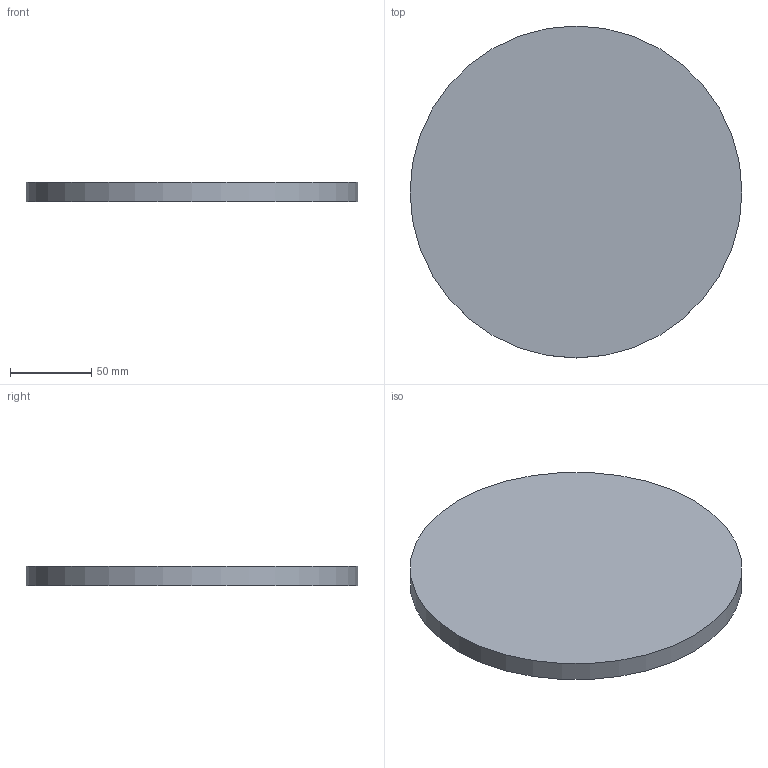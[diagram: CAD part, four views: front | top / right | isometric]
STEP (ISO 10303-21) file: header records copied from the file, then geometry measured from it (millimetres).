
FILE_DESCRIPTION(/* description */ (''),/* implementation_level */ '2;1');
FILE_NAME(/* name */ 'dimpled_mat_negative.step',/* time_stamp */ '2021-05-10T21:54:33-07:00',/* author */ (''),/* organization */ (''),/* preprocessor_version */ 'ST-DEVELOPER v18.1',/* originating_system */ 'Autodesk Translation Framework v10.6.0.1341',/* authorisation */ '');
FILE_SCHEMA (('AUTOMOTIVE_DESIGN { 1 0 10303 214 3 1 1 }'));
Length unit declared in the file: millimetre
Products named in the file (1): dimpled_mat_negative
Bounding box: 204 x 204 x 12 mm (x, y, z)
Volume: 254513 mm3; surface area: 83604.1 mm2
Topology: 1 solids, 1 shells, 147 faces, 219 edges, 146 vertices
Faces by surface type: plane 74, cylinder 73
Full cylindrical faces by diameter (mm): 6 x71, 200 x1, 204 x1
Entity records: 3328 total; most frequent: DIRECTION 661, CARTESIAN_POINT 513, ORIENTED_EDGE 438, AXIS2_PLACEMENT_3D 294, EDGE_LOOP 219, EDGE_CURVE 219, FACE_OUTER_BOUND 147, ADVANCED_FACE 147
